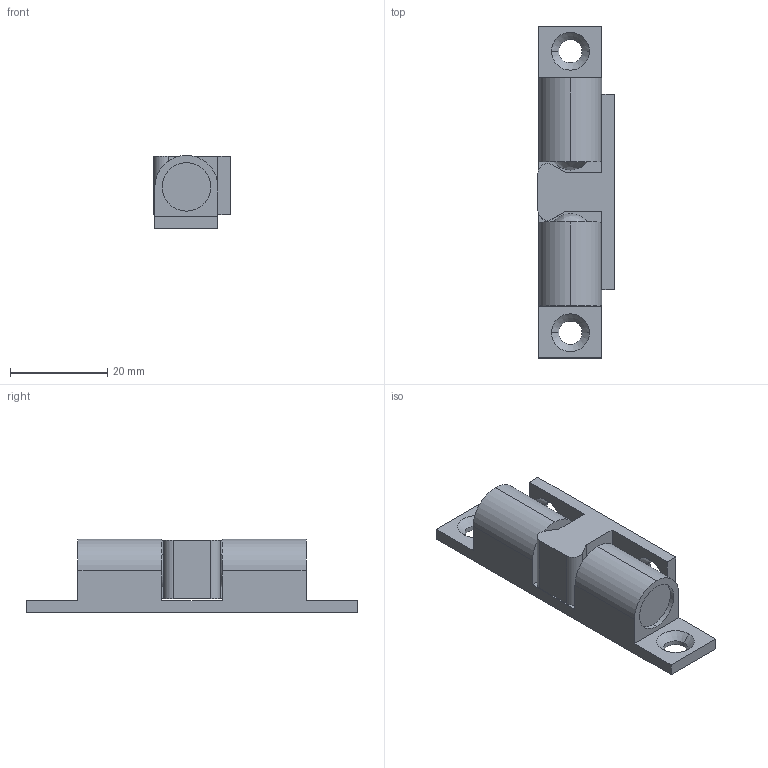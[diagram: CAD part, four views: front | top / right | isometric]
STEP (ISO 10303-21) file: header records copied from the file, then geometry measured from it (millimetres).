
FILE_DESCRIPTION (( 'STEP AP214' ), '1' );
FILE_NAME ('7350040', '2019-02-01T14:36:54', ( '' ), ('JUGARD+KÜNSTNER GmbH'), 'SwSTEP 2.0', 'SolidWorks 2017', '' );
FILE_SCHEMA (( 'AUTOMOTIVE_DESIGN' ));
Length unit declared in the file: millimetre
Products named in the file (3): Kopie von 7350040-1^7350040; Kopie von 7350040-2^7350040; 7350040_CNAJF00
Assembly tree (2 placements, depth 2):
  7350040_CNAJF00
    Kopie von 7350040-1^7350040
    Kopie von 7350040-2^7350040
Bounding box: 15.7 x 68.4 x 15.1 mm (x, y, z)
Volume: 9542 mm3; surface area: 5306.9 mm2
Topology: 2 solids, 2 shells, 55 faces, 135 edges, 88 vertices
Faces by surface type: plane 26, cylinder 18, cone 8, bspline 3
Entity records: 1905 total; most frequent: CARTESIAN_POINT 456, DIRECTION 290, ORIENTED_EDGE 270, EDGE_CURVE 135, AXIS2_PLACEMENT_3D 102, VERTEX_POINT 88, VECTOR 86, LINE 86
